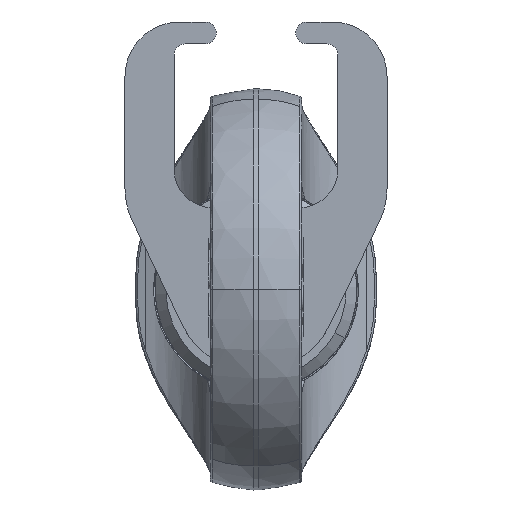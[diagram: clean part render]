
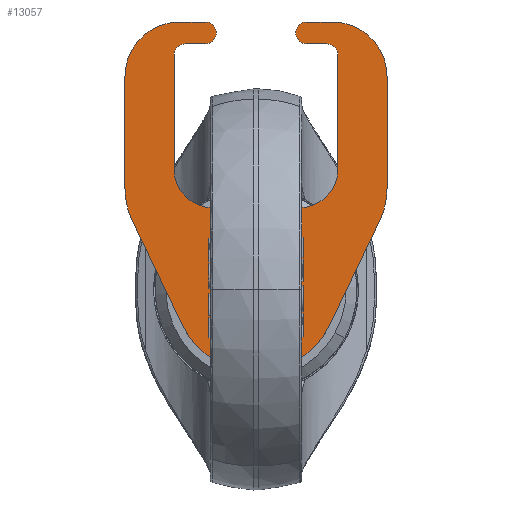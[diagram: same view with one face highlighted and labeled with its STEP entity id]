
A CAD part, top view. The second image highlights one B-rep face of the part: STEP entity #13057.
In plain terms, the highlighted planar face has unit normal (0, 0, 1).
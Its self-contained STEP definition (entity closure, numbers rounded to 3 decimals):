
#12519=CARTESIAN_POINT('Vertex',(48.,36.986,-16.3)) ;
#12526=CARTESIAN_POINT('Vertex',(48.,78.,-16.3)) ;
#12529=CARTESIAN_POINT('Line Origine',(48.,57.493,-16.3)) ;
#12550=CARTESIAN_POINT('Vertex',(28.,98.,-16.3)) ;
#12553=CARTESIAN_POINT('Axis2P3D Location',(28.,78.,-16.3)) ;
#12574=CARTESIAN_POINT('Vertex',(18.5,98.,-16.3)) ;
#12577=CARTESIAN_POINT('Line Origine',(23.25,98.,-16.3)) ;
#12598=CARTESIAN_POINT('Vertex',(18.5,90.,-16.3)) ;
#12601=CARTESIAN_POINT('Axis2P3D Location',(18.5,94.,-16.3)) ;
#12622=CARTESIAN_POINT('Vertex',(26.,90.,-16.3)) ;
#12625=CARTESIAN_POINT('Line Origine',(22.25,90.,-16.3)) ;
#12646=CARTESIAN_POINT('Vertex',(30.,86.,-16.3)) ;
#12649=CARTESIAN_POINT('Axis2P3D Location',(26.,86.,-16.3)) ;
#12670=CARTESIAN_POINT('Vertex',(30.,44.,-16.3)) ;
#12673=CARTESIAN_POINT('Line Origine',(30.,65.,-16.3)) ;
#12694=CARTESIAN_POINT('Vertex',(16.,30.,-16.3)) ;
#12697=CARTESIAN_POINT('Axis2P3D Location',(16.,44.,-16.3)) ;
#12718=CARTESIAN_POINT('Vertex',(-16.,30.,-16.3)) ;
#12721=CARTESIAN_POINT('Line Origine',(0.,30.,-16.3)) ;
#12742=CARTESIAN_POINT('Vertex',(-30.,44.,-16.3)) ;
#12745=CARTESIAN_POINT('Axis2P3D Location',(-16.,44.,-16.3)) ;
#12766=CARTESIAN_POINT('Vertex',(-30.,86.,-16.3)) ;
#12769=CARTESIAN_POINT('Line Origine',(-30.,65.,-16.3)) ;
#12790=CARTESIAN_POINT('Vertex',(-26.,90.,-16.3)) ;
#12793=CARTESIAN_POINT('Axis2P3D Location',(-26.,86.,-16.3)) ;
#12809=CARTESIAN_POINT('Vertex',(-18.5,90.,-16.3)) ;
#12812=CARTESIAN_POINT('Line Origine',(-22.25,90.,-16.3)) ;
#12833=CARTESIAN_POINT('Vertex',(-18.5,98.,-16.3)) ;
#12836=CARTESIAN_POINT('Axis2P3D Location',(-18.5,94.,-16.3)) ;
#12852=CARTESIAN_POINT('Vertex',(-28.,98.,-16.3)) ;
#12855=CARTESIAN_POINT('Line Origine',(-23.25,98.,-16.3)) ;
#12876=CARTESIAN_POINT('Vertex',(-48.,78.,-16.3)) ;
#12879=CARTESIAN_POINT('Axis2P3D Location',(-28.,78.,-16.3)) ;
#12900=CARTESIAN_POINT('Vertex',(-48.,36.986,-16.3)) ;
#12903=CARTESIAN_POINT('Line Origine',(-48.,57.493,-16.3)) ;
#12924=CARTESIAN_POINT('Vertex',(-45.361,25.345,-16.3)) ;
#12927=CARTESIAN_POINT('Axis2P3D Location',(-21.,36.986,-16.3)) ;
#12948=CARTESIAN_POINT('Vertex',(-27.068,-12.935,-16.3)) ;
#12951=CARTESIAN_POINT('Line Origine',(-36.215,6.205,-16.3)) ;
#12972=CARTESIAN_POINT('Vertex',(27.068,-12.935,-16.3)) ;
#12975=CARTESIAN_POINT('Axis2P3D Location',(0.,0.,-16.3)) ;
#12996=CARTESIAN_POINT('Vertex',(45.361,25.345,-16.3)) ;
#12999=CARTESIAN_POINT('Line Origine',(36.215,6.205,-16.3)) ;
#13016=CARTESIAN_POINT('Axis2P3D Location',(21.,36.986,-16.3)) ;
#13028=CARTESIAN_POINT('Axis2P3D Location',(0.,0.,-16.3)) ;
#12530=DIRECTION('Vector Direction',(0.,1.,0.)) ;
#12554=DIRECTION('Axis2P3D Direction',(0.,0.,1.)) ;
#12578=DIRECTION('Vector Direction',(-1.,0.,0.)) ;
#12602=DIRECTION('Axis2P3D Direction',(0.,0.,1.)) ;
#12626=DIRECTION('Vector Direction',(1.,0.,0.)) ;
#12650=DIRECTION('Axis2P3D Direction',(0.,0.,1.)) ;
#12674=DIRECTION('Vector Direction',(0.,-1.,0.)) ;
#12698=DIRECTION('Axis2P3D Direction',(0.,0.,1.)) ;
#12722=DIRECTION('Vector Direction',(-1.,0.,0.)) ;
#12746=DIRECTION('Axis2P3D Direction',(0.,0.,1.)) ;
#12770=DIRECTION('Vector Direction',(0.,1.,0.)) ;
#12794=DIRECTION('Axis2P3D Direction',(0.,0.,1.)) ;
#12813=DIRECTION('Vector Direction',(1.,0.,0.)) ;
#12837=DIRECTION('Axis2P3D Direction',(0.,0.,1.)) ;
#12856=DIRECTION('Vector Direction',(-1.,0.,0.)) ;
#12880=DIRECTION('Axis2P3D Direction',(0.,0.,1.)) ;
#12904=DIRECTION('Vector Direction',(0.,-1.,0.)) ;
#12928=DIRECTION('Axis2P3D Direction',(0.,0.,1.)) ;
#12952=DIRECTION('Vector Direction',(-0.431,0.902,0.)) ;
#12976=DIRECTION('Axis2P3D Direction',(0.,0.,1.)) ;
#13000=DIRECTION('Vector Direction',(-0.431,-0.902,0.)) ;
#13017=DIRECTION('Axis2P3D Direction',(0.,0.,1.)) ;
#13029=DIRECTION('Axis2P3D Direction',(0.,0.,1.)) ;
#13030=DIRECTION('Axis2P3D XDirection',(0.,-1.,0.)) ;
#12555=AXIS2_PLACEMENT_3D('Circle Axis2P3D',#12553,#12554,$) ;
#12603=AXIS2_PLACEMENT_3D('Circle Axis2P3D',#12601,#12602,$) ;
#12651=AXIS2_PLACEMENT_3D('Circle Axis2P3D',#12649,#12650,$) ;
#12699=AXIS2_PLACEMENT_3D('Circle Axis2P3D',#12697,#12698,$) ;
#12747=AXIS2_PLACEMENT_3D('Circle Axis2P3D',#12745,#12746,$) ;
#12795=AXIS2_PLACEMENT_3D('Circle Axis2P3D',#12793,#12794,$) ;
#12838=AXIS2_PLACEMENT_3D('Circle Axis2P3D',#12836,#12837,$) ;
#12881=AXIS2_PLACEMENT_3D('Circle Axis2P3D',#12879,#12880,$) ;
#12929=AXIS2_PLACEMENT_3D('Circle Axis2P3D',#12927,#12928,$) ;
#12977=AXIS2_PLACEMENT_3D('Circle Axis2P3D',#12975,#12976,$) ;
#13018=AXIS2_PLACEMENT_3D('Circle Axis2P3D',#13016,#13017,$) ;
#13031=AXIS2_PLACEMENT_3D('Plane Axis2P3D',#13028,#13029,#13030) ;
#13034=ORIENTED_EDGE('',*,*,#12533,.T.) ;
#13035=ORIENTED_EDGE('',*,*,#12557,.T.) ;
#13036=ORIENTED_EDGE('',*,*,#12581,.T.) ;
#13037=ORIENTED_EDGE('',*,*,#12605,.T.) ;
#13038=ORIENTED_EDGE('',*,*,#12629,.T.) ;
#13039=ORIENTED_EDGE('',*,*,#12653,.T.) ;
#13040=ORIENTED_EDGE('',*,*,#12677,.T.) ;
#13041=ORIENTED_EDGE('',*,*,#12701,.T.) ;
#13042=ORIENTED_EDGE('',*,*,#12725,.T.) ;
#13043=ORIENTED_EDGE('',*,*,#12749,.T.) ;
#13044=ORIENTED_EDGE('',*,*,#12773,.T.) ;
#13045=ORIENTED_EDGE('',*,*,#12797,.T.) ;
#13046=ORIENTED_EDGE('',*,*,#12816,.T.) ;
#13047=ORIENTED_EDGE('',*,*,#12840,.T.) ;
#13048=ORIENTED_EDGE('',*,*,#12859,.T.) ;
#13049=ORIENTED_EDGE('',*,*,#12883,.T.) ;
#13050=ORIENTED_EDGE('',*,*,#12907,.T.) ;
#13051=ORIENTED_EDGE('',*,*,#12931,.T.) ;
#13052=ORIENTED_EDGE('',*,*,#12955,.T.) ;
#13053=ORIENTED_EDGE('',*,*,#12979,.T.) ;
#13054=ORIENTED_EDGE('',*,*,#13003,.T.) ;
#13055=ORIENTED_EDGE('',*,*,#13020,.T.) ;
#12531=VECTOR('Line Direction',#12530,1.) ;
#12579=VECTOR('Line Direction',#12578,1.) ;
#12627=VECTOR('Line Direction',#12626,1.) ;
#12675=VECTOR('Line Direction',#12674,1.) ;
#12723=VECTOR('Line Direction',#12722,1.) ;
#12771=VECTOR('Line Direction',#12770,1.) ;
#12814=VECTOR('Line Direction',#12813,1.) ;
#12857=VECTOR('Line Direction',#12856,1.) ;
#12905=VECTOR('Line Direction',#12904,1.) ;
#12953=VECTOR('Line Direction',#12952,1.) ;
#13001=VECTOR('Line Direction',#13000,1.) ;
#13057=ADVANCED_FACE('Brep With Voids',(#13056),#13032,.T.) ;
#12556=CIRCLE('generated circle',#12555,20.) ;
#12604=CIRCLE('generated circle',#12603,4.) ;
#12652=CIRCLE('generated circle',#12651,4.) ;
#12700=CIRCLE('generated circle',#12699,14.) ;
#12748=CIRCLE('generated circle',#12747,14.) ;
#12796=CIRCLE('generated circle',#12795,4.) ;
#12839=CIRCLE('generated circle',#12838,4.) ;
#12882=CIRCLE('generated circle',#12881,20.) ;
#12930=CIRCLE('generated circle',#12929,27.) ;
#12978=CIRCLE('generated circle',#12977,30.) ;
#13019=CIRCLE('generated circle',#13018,27.) ;
#12533=EDGE_CURVE('',#12520,#12527,#12532,.T.) ;
#12557=EDGE_CURVE('',#12527,#12551,#12556,.T.) ;
#12581=EDGE_CURVE('',#12551,#12575,#12580,.T.) ;
#12605=EDGE_CURVE('',#12575,#12599,#12604,.T.) ;
#12629=EDGE_CURVE('',#12599,#12623,#12628,.T.) ;
#12653=EDGE_CURVE('',#12623,#12647,#12652,.F.) ;
#12677=EDGE_CURVE('',#12647,#12671,#12676,.T.) ;
#12701=EDGE_CURVE('',#12671,#12695,#12700,.F.) ;
#12725=EDGE_CURVE('',#12695,#12719,#12724,.T.) ;
#12749=EDGE_CURVE('',#12719,#12743,#12748,.F.) ;
#12773=EDGE_CURVE('',#12743,#12767,#12772,.T.) ;
#12797=EDGE_CURVE('',#12767,#12791,#12796,.F.) ;
#12816=EDGE_CURVE('',#12791,#12810,#12815,.T.) ;
#12840=EDGE_CURVE('',#12810,#12834,#12839,.T.) ;
#12859=EDGE_CURVE('',#12834,#12853,#12858,.T.) ;
#12883=EDGE_CURVE('',#12853,#12877,#12882,.T.) ;
#12907=EDGE_CURVE('',#12877,#12901,#12906,.T.) ;
#12931=EDGE_CURVE('',#12901,#12925,#12930,.T.) ;
#12955=EDGE_CURVE('',#12925,#12949,#12954,.F.) ;
#12979=EDGE_CURVE('',#12949,#12973,#12978,.T.) ;
#13003=EDGE_CURVE('',#12973,#12997,#13002,.F.) ;
#13020=EDGE_CURVE('',#12997,#12520,#13019,.T.) ;
#13033=EDGE_LOOP('',(#13034,#13035,#13036,#13037,#13038,#13039,#13040,#13041,#13042,#13043,#13044,#13045,#13046,#13047,#13048,#13049,#13050,#13051,#13052,#13053,#13054,#13055)) ;
#13056=FACE_OUTER_BOUND('',#13033,.T.) ;
#12532=LINE('Line',#12529,#12531) ;
#12580=LINE('Line',#12577,#12579) ;
#12628=LINE('Line',#12625,#12627) ;
#12676=LINE('Line',#12673,#12675) ;
#12724=LINE('Line',#12721,#12723) ;
#12772=LINE('Line',#12769,#12771) ;
#12815=LINE('Line',#12812,#12814) ;
#12858=LINE('Line',#12855,#12857) ;
#12906=LINE('Line',#12903,#12905) ;
#12954=LINE('Line',#12951,#12953) ;
#13002=LINE('Line',#12999,#13001) ;
#13032=PLANE('',#13031) ;
#12520=VERTEX_POINT('',#12519) ;
#12527=VERTEX_POINT('',#12526) ;
#12551=VERTEX_POINT('',#12550) ;
#12575=VERTEX_POINT('',#12574) ;
#12599=VERTEX_POINT('',#12598) ;
#12623=VERTEX_POINT('',#12622) ;
#12647=VERTEX_POINT('',#12646) ;
#12671=VERTEX_POINT('',#12670) ;
#12695=VERTEX_POINT('',#12694) ;
#12719=VERTEX_POINT('',#12718) ;
#12743=VERTEX_POINT('',#12742) ;
#12767=VERTEX_POINT('',#12766) ;
#12791=VERTEX_POINT('',#12790) ;
#12810=VERTEX_POINT('',#12809) ;
#12834=VERTEX_POINT('',#12833) ;
#12853=VERTEX_POINT('',#12852) ;
#12877=VERTEX_POINT('',#12876) ;
#12901=VERTEX_POINT('',#12900) ;
#12925=VERTEX_POINT('',#12924) ;
#12949=VERTEX_POINT('',#12948) ;
#12973=VERTEX_POINT('',#12972) ;
#12997=VERTEX_POINT('',#12996) ;
